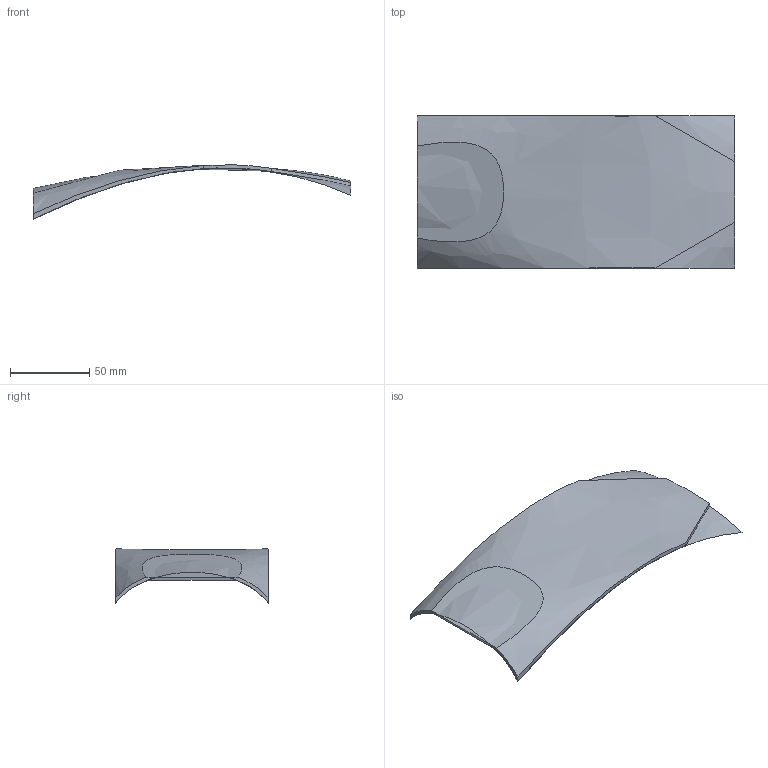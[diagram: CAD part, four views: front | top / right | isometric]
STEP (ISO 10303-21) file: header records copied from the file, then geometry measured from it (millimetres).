
FILE_DESCRIPTION(('STEP AP242'), '1');
FILE_NAME('êðûøêà v2', '', ('UNSPECIFIED'), ('UNSPECIFIED'), 'C3D Converter', 'C3D Toolkit', '');
FILE_SCHEMA(('AP242_MANAGED_MODEL_BASED_3D_ENGINEERING_MIM_LF { 1 0 10303 442 1 1 4 }'));
Length unit declared in the file: millimetre
Bounding box: 200.07 x 96.15 x 34.27 mm (x, y, z)
Volume: 36636.4 mm3; surface area: 57766 mm2
Topology: 1 solids, 2 shells, 15 faces, 38 edges, 26 vertices
Faces by surface type: plane 10, bspline 5
Entity records: 1702 total; most frequent: CARTESIAN_POINT 1238, ORIENTED_EDGE 72, EDGE_CURVE 38, DIRECTION 32, B_SPLINE_CURVE_WITH_KNOTS 28, VERTEX_POINT 26, COLOUR_RGB 17, FILL_AREA_STYLE_COLOUR 17
